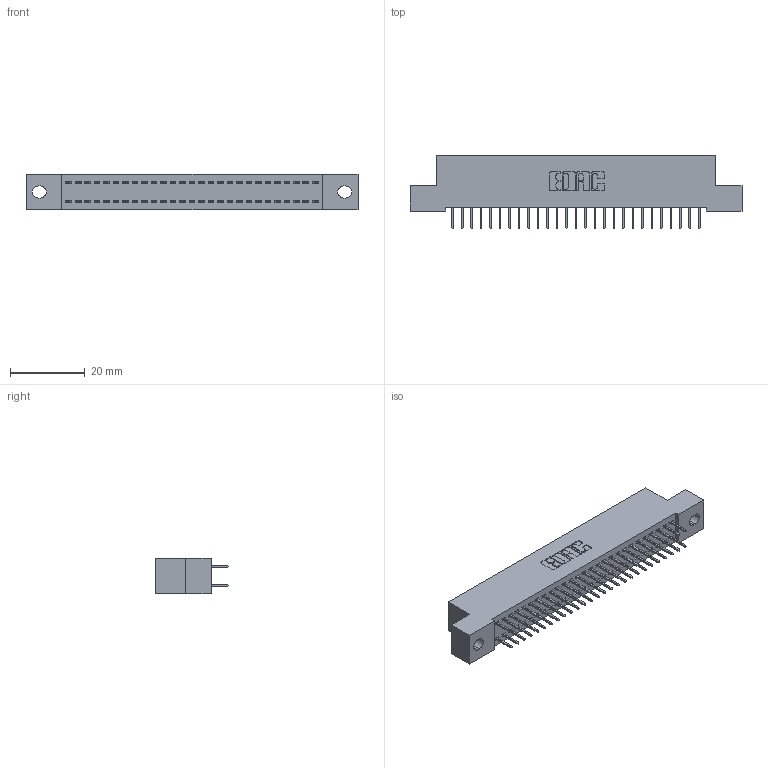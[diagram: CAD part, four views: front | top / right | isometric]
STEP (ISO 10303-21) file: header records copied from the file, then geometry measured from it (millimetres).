
FILE_DESCRIPTION (( 'STEP AP203' ), '1' );
FILE_NAME ('392-054-524-202.STEP', '2019-10-08T13:40:52', ( '' ), ( '' ), 'SwSTEP 2.0', 'SolidWorks 2016', '' );
FILE_SCHEMA (( 'CONFIG_CONTROL_DESIGN' ));
Length unit declared in the file: inch
Products named in the file (3): 342 Part_.128 Slot; 345-292-001_345-293-124; 392-054-524-202
Assembly tree (55 placements, depth 2):
  392-054-524-202
    342 Part_.128 Slot
    345-292-001_345-293-124  x54
Bounding box: 88.9 x 19.69 x 9.4 mm (x, y, z)
Volume: 7782.8 mm3; surface area: 11845.7 mm2
Topology: 55 solids, 55 shells, 3138 faces, 8897 edges, 5714 vertices
Faces by surface type: plane 2338, cylinder 800
Entity records: 19387 total; most frequent: CARTESIAN_POINT 3230, ORIENTED_EDGE 3166, DIRECTION 2787, EDGE_CURVE 1583, LINE 1459, VECTOR 1459, VERTEX_POINT 1050, AXIS2_PLACEMENT_3D 664
